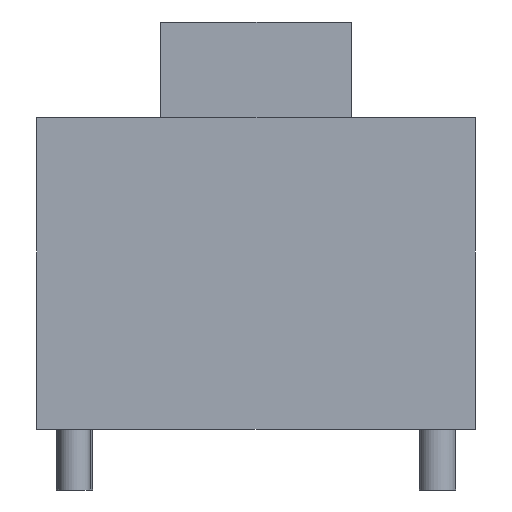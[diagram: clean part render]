
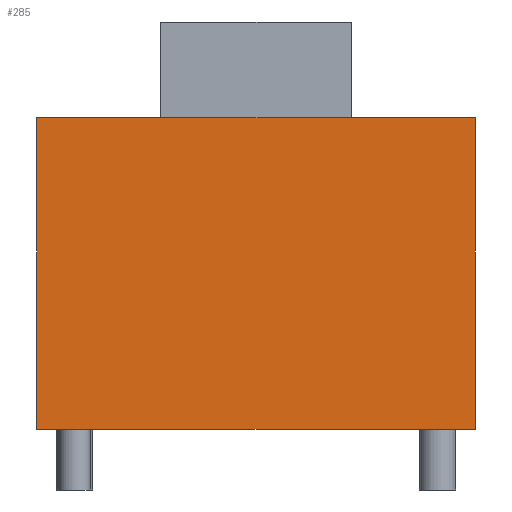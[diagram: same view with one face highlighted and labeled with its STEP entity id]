
A CAD part, left-side view. The second image highlights one B-rep face of the part: STEP entity #285.
In plain terms, the highlighted planar face has unit normal (-1, 0, 0).
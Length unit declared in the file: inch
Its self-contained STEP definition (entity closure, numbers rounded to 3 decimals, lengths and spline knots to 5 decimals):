
#70=CARTESIAN_POINT('',(-0.85,-0.1575,0.515));
#71=VERTEX_POINT('',#70);
#80=CARTESIAN_POINT('',(-0.85,-0.3625,0.515));
#81=VERTEX_POINT('',#80);
#82=CARTESIAN_POINT('',(-0.85,-0.1575,0.515));
#83=DIRECTION('',(0.,-1.,0.));
#84=VECTOR('',#83,0.205);
#85=LINE('',#82,#84);
#86=EDGE_CURVE('',#71,#81,#85,.T.);
#104=CARTESIAN_POINT('',(-0.85,0.3625,0.515));
#105=VERTEX_POINT('',#104);
#112=CARTESIAN_POINT('',(-0.85,0.1575,0.515));
#113=VERTEX_POINT('',#112);
#114=CARTESIAN_POINT('',(-0.85,0.3625,0.515));
#115=DIRECTION('',(0.,-1.,0.));
#116=VECTOR('',#115,0.205);
#117=LINE('',#114,#116);
#118=EDGE_CURVE('',#105,#113,#117,.T.);
#182=CARTESIAN_POINT('',(-0.85,0.3625,0.));
#183=VERTEX_POINT('',#182);
#184=CARTESIAN_POINT('',(-0.85,-0.3625,0.));
#185=VERTEX_POINT('',#184);
#186=CARTESIAN_POINT('',(-0.85,0.3625,0.));
#187=DIRECTION('',(0.,-1.,0.));
#188=VECTOR('',#187,0.725);
#189=LINE('',#186,#188);
#190=EDGE_CURVE('',#183,#185,#189,.T.);
#257=CARTESIAN_POINT('',(-0.85,0.3625,0.515));
#258=DIRECTION('',(1.,0.,0.));
#259=DIRECTION('',(0.,0.,-1.));
#260=AXIS2_PLACEMENT_3D('',#257,#258,#259);
#261=PLANE('',#260);
#262=ORIENTED_EDGE('',*,*,#190,.T.);
#263=CARTESIAN_POINT('',(-0.85,-0.3625,0.515));
#264=DIRECTION('',(0.,0.,-1.));
#265=VECTOR('',#264,0.515);
#266=LINE('',#263,#265);
#267=EDGE_CURVE('',#81,#185,#266,.T.);
#268=ORIENTED_EDGE('',*,*,#267,.F.);
#269=ORIENTED_EDGE('',*,*,#86,.F.);
#270=CARTESIAN_POINT('',(-0.85,0.1575,0.515));
#271=DIRECTION('',(0.,-1.,0.));
#272=VECTOR('',#271,0.315);
#273=LINE('',#270,#272);
#274=EDGE_CURVE('',#113,#71,#273,.T.);
#275=ORIENTED_EDGE('',*,*,#274,.F.);
#276=ORIENTED_EDGE('',*,*,#118,.F.);
#277=CARTESIAN_POINT('',(-0.85,0.3625,0.515));
#278=DIRECTION('',(0.,0.,-1.));
#279=VECTOR('',#278,0.515);
#280=LINE('',#277,#279);
#281=EDGE_CURVE('',#105,#183,#280,.T.);
#282=ORIENTED_EDGE('',*,*,#281,.T.);
#283=EDGE_LOOP('',(#262,#268,#269,#275,#276,#282));
#284=FACE_BOUND('',#283,.T.);
#285=ADVANCED_FACE('',(#284),#261,.F.);
